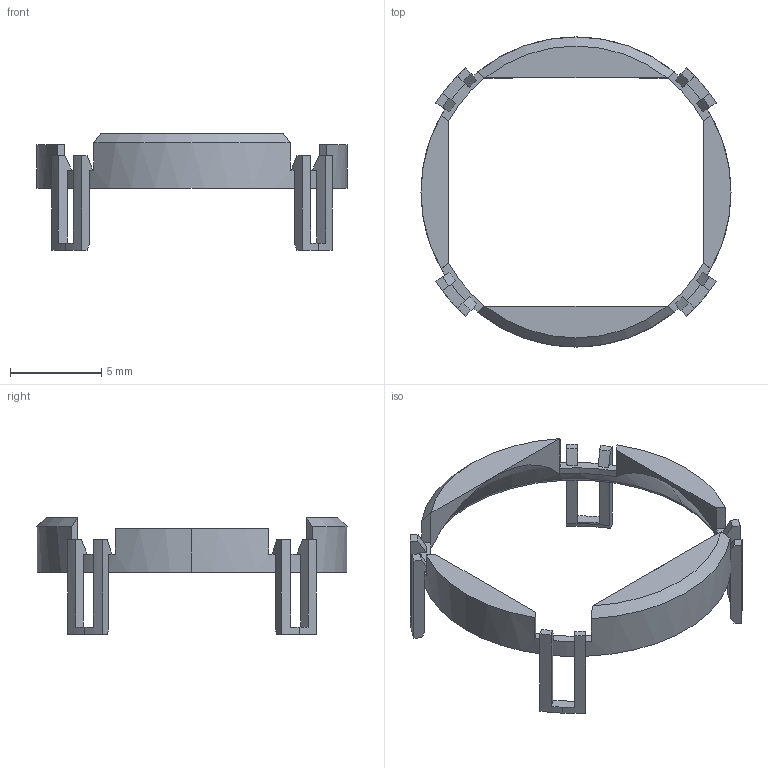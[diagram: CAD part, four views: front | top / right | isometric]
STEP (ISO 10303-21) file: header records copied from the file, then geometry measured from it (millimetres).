
FILE_DESCRIPTION(('produced by SPATIAL CORP'),'2;1');
FILE_NAME( 'zoom_lens_stopper.prt.hh.sat.stp','2002-04-19T13:52:19+00:00',('SPATIAL CORP'),('SPATIAL CORP'), 'ACIS STEP Husk','http://www.spatial.com','SPATIAL CORP');
FILE_SCHEMA(('CONFIG_CONTROL_DESIGN'));
Length unit declared in the file: millimetre
Products named in the file (1): PRODUCT_ID_1
Bounding box: 17 x 17 x 6.4 mm (x, y, z)
Volume: 112.2 mm3; surface area: 427.9 mm2
Topology: 1 solids, 1 shells, 101 faces, 294 edges, 186 vertices
Faces by surface type: plane 53, cylinder 28, cone 18, sphere 2
Entity records: 3232 total; most frequent: ORIENTED_EDGE 588, CARTESIAN_POINT 546, DIRECTION 524, EDGE_CURVE 294, VERTEX_POINT 186, AXIS2_PLACEMENT_3D 176, VECTOR 172, LINE 172
